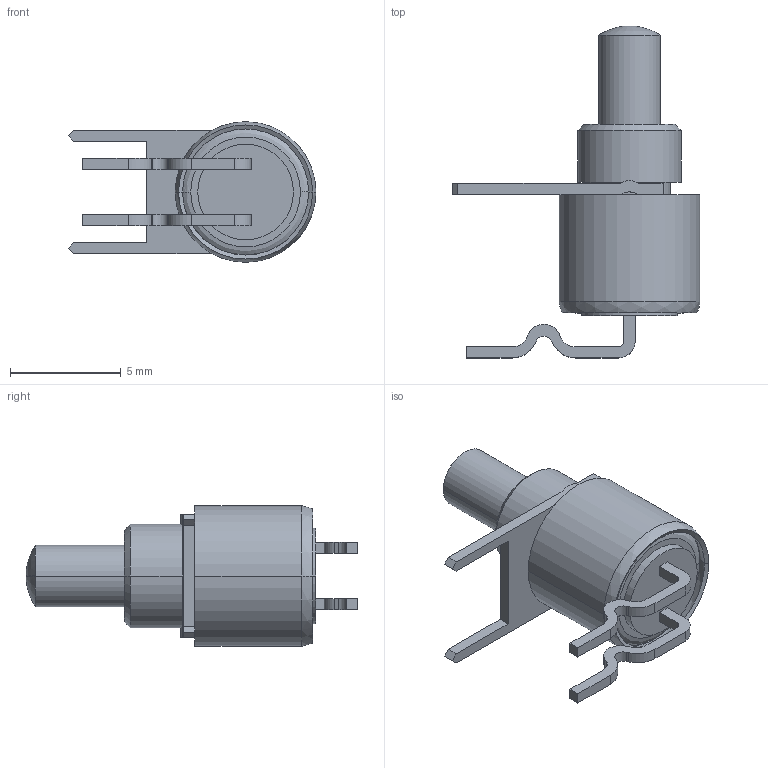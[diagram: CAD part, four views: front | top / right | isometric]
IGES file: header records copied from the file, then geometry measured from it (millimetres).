
Start section:  PTC IGES file: 39-501_xxx.igs
Global section: file name: 39-501_xxx.igs; native system: Creo Parametric by Parametric Technology Corporation; preprocessor: 2016100; author: sbuenzli; organization: Unknown; date: 20190715.135628; units: inch
Bounding box: 11.19 x 14.99 x 6.35 mm (x, y, z)
Surface area: 459.6 mm2 (no closed solid volume)
Topology: 0 solids, 0 shells, 96 faces, 484 edges, 482 vertices
Faces by surface type: bspline 52, revolution 44
